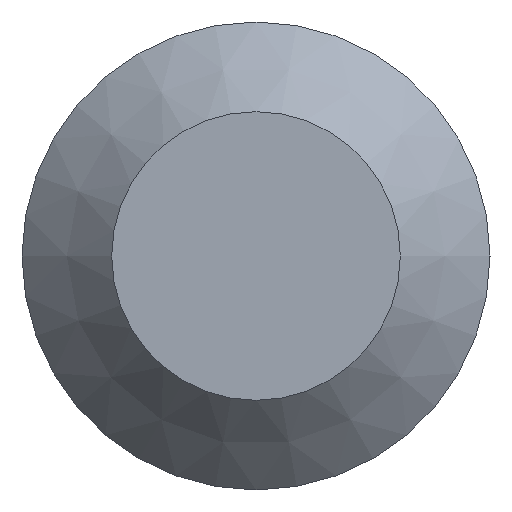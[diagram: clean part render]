
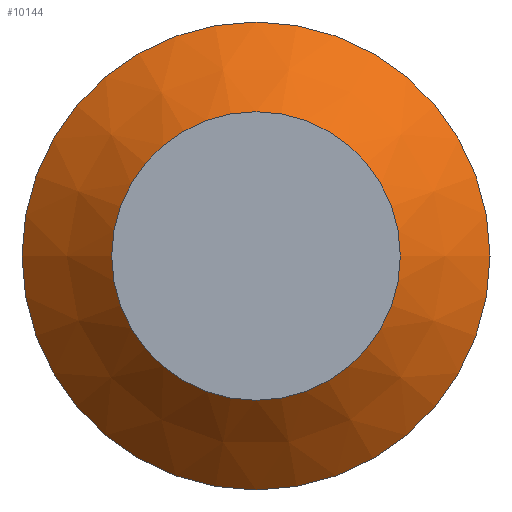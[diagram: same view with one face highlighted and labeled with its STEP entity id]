
A CAD part, left-side view. The second image highlights one B-rep face of the part: STEP entity #10144.
In plain terms, the highlighted conical face has half-angle 45 degrees and reference radius 1.85 mm.
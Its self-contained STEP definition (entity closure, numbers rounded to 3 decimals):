
#392 = CARTESIAN_POINT ( 'NONE',  ( 0., 0., 0. ) ) ;
#894 = VERTEX_POINT ( 'NONE', #14333 ) ;
#907 = CARTESIAN_POINT ( 'NONE',  ( 1.15, 0., 0. ) ) ;
#968 = DIRECTION ( 'NONE',  ( 0., -1., 0. ) ) ;
#2400 = CARTESIAN_POINT ( 'NONE',  ( 0., -1.85, 0. ) ) ;
#3637 = FACE_OUTER_BOUND ( 'NONE', #10625, .T. ) ;
#3964 = ORIENTED_EDGE ( 'NONE', *, *, #9900, .T. ) ;
#4062 = EDGE_LOOP ( 'NONE', ( #17670 ) ) ;
#4611 = DIRECTION ( 'NONE',  ( 1., 0., 0. ) ) ;
#6324 = AXIS2_PLACEMENT_3D ( 'NONE', #907, #9588, #968 ) ;
#6558 = CONICAL_SURFACE ( 'NONE', #11139, 1.85, 0.785 ) ;
#7232 = CIRCLE ( 'NONE', #6324, 3. ) ;
#9073 = DIRECTION ( 'NONE',  ( 0., 1., 0. ) ) ;
#9372 = DIRECTION ( 'NONE',  ( -1., 0., 0. ) ) ;
#9588 = DIRECTION ( 'NONE',  ( -1., 0., 0. ) ) ;
#9900 = EDGE_CURVE ( 'NONE', #894, #894, #7232, .T. ) ;
#10144 = ADVANCED_FACE ( 'NONE', ( #3637, #13064 ), #6558, .T. ) ;
#10625 = EDGE_LOOP ( 'NONE', ( #3964 ) ) ;
#10690 = AXIS2_PLACEMENT_3D ( 'NONE', #10829, #9372, #12029 ) ;
#10829 = CARTESIAN_POINT ( 'NONE',  ( 0., 0., 0. ) ) ;
#11139 = AXIS2_PLACEMENT_3D ( 'NONE', #392, #4611, #9073 ) ;
#12029 = DIRECTION ( 'NONE',  ( 0., -1., 0. ) ) ;
#13064 = FACE_BOUND ( 'NONE', #4062, .T. ) ;
#13368 = CIRCLE ( 'NONE', #10690, 1.85 ) ;
#13879 = EDGE_CURVE ( 'NONE', #16646, #16646, #13368, .T. ) ;
#14333 = CARTESIAN_POINT ( 'NONE',  ( 1.15, -3., 0. ) ) ;
#16646 = VERTEX_POINT ( 'NONE', #2400 ) ;
#17670 = ORIENTED_EDGE ( 'NONE', *, *, #13879, .F. ) ;
